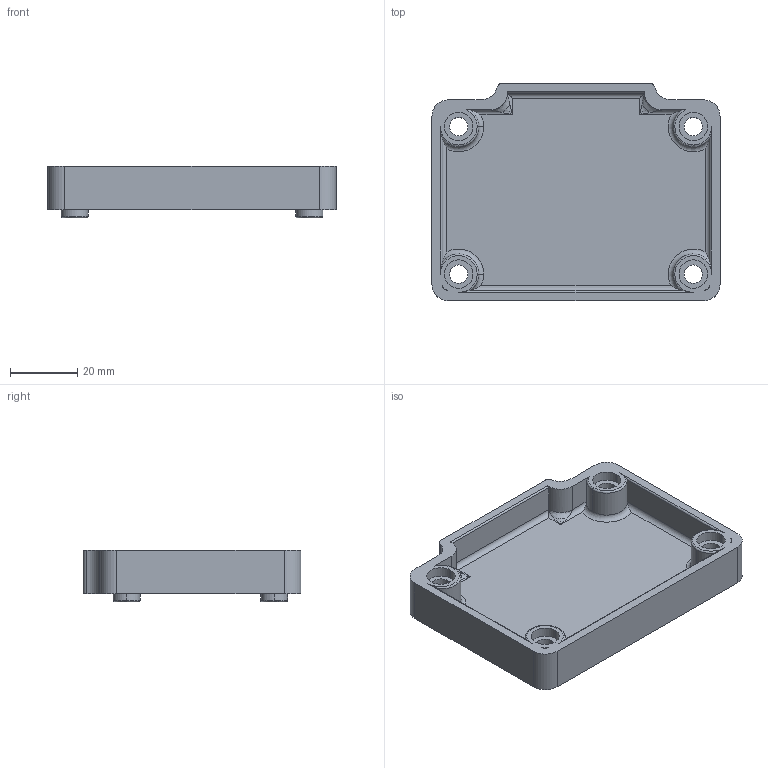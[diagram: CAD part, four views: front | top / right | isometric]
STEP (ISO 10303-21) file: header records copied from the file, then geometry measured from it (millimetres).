
FILE_DESCRIPTION (( 'STEP AP203' ), '1' );
FILE_NAME ('R242.000.013.STEP', '2015-06-12T12:15:34', ( '' ), ( '' ), 'SwSTEP 2.0', 'SolidWorks 2012', '' );
FILE_SCHEMA (( 'CONFIG_CONTROL_DESIGN' ));
Length unit declared in the file: millimetre
Products named in the file (1): R242.000.013
Bounding box: 86 x 65 x 15.5 mm (x, y, z)
Volume: 27573.6 mm3; surface area: 18496.4 mm2
Topology: 1 solids, 1 shells, 108 faces, 254 edges, 157 vertices
Faces by surface type: cylinder 56, plane 27, torus 21, bspline 4
Entity records: 3741 total; most frequent: CARTESIAN_POINT 1152, DIRECTION 558, ORIENTED_EDGE 504, EDGE_CURVE 252, AXIS2_PLACEMENT_3D 231, VERTEX_POINT 157, EDGE_LOOP 127, CIRCLE 126
